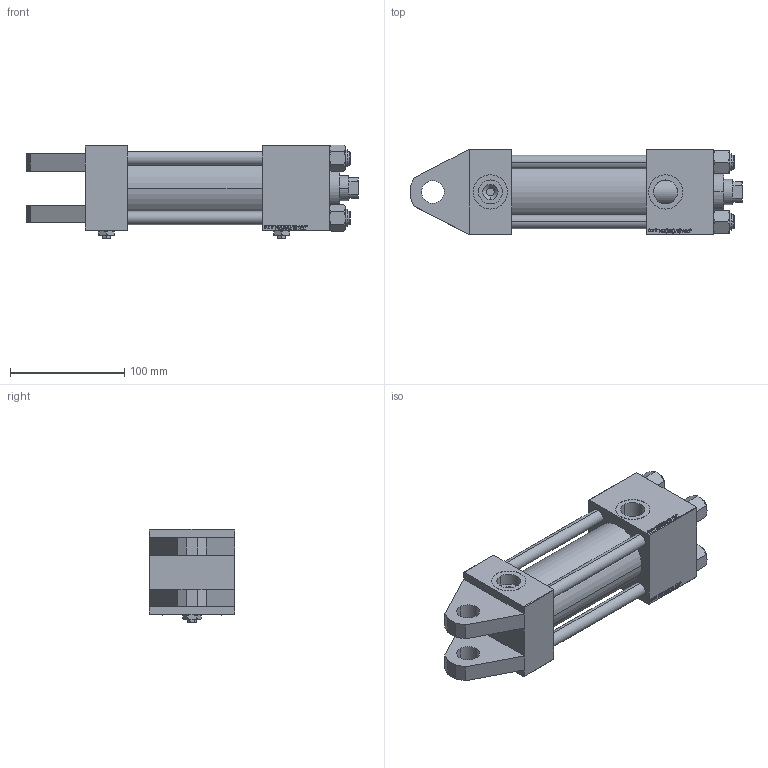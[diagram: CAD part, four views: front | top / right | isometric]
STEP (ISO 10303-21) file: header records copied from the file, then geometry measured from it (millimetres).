
FILE_DESCRIPTION (( 'STEP AP203' ), '1' );
FILE_NAME ('4381.STEP', '2022-04-15T16:58:01', ( '' ), ( '' ), 'SwSTEP 2.0', 'SolidWorks 2019', '' );
FILE_SCHEMA (( 'CONFIG_CONTROL_DESIGN' ));
Length unit declared in the file: millimetre
Products named in the file (7): V215CR_TYCINKA_H 85474f979de175bb76a1a4a39df1b647; V215_VC_A 85474f979de175bb76a1a4a39df1b647; Zatka_pro_OIL_PORT 85474f979de175bb76a1a4a39df1b647; 4381; V215CR_VCP_H 85474f979de175bb76a1a4a39df1b647; V215CR_H_Body 85474f979de175bb76a1a4a39df1b647; NUT_M5_H 85474f979de175bb76a1a4a39df1b647
Assembly tree (13 placements, depth 2):
  4381
    V215CR_H_Body 85474f979de175bb76a1a4a39df1b647
    V215CR_VCP_H 85474f979de175bb76a1a4a39df1b647
    V215CR_TYCINKA_H 85474f979de175bb76a1a4a39df1b647  x4
    NUT_M5_H 85474f979de175bb76a1a4a39df1b647  x4
    V215_VC_A 85474f979de175bb76a1a4a39df1b647
    Zatka_pro_OIL_PORT 85474f979de175bb76a1a4a39df1b647  x2
Bounding box: 291 x 75 x 82.27 mm (x, y, z)
Volume: 804644.2 mm3; surface area: 198896 mm2
Topology: 13 solids, 13 shells, 1237 faces, 3082 edges, 1985 vertices
Faces by surface type: plane 565, bspline 392, cone 174, cylinder 98, torus 8
Entity records: 51905 total; most frequent: CARTESIAN_POINT 27663, ORIENTED_EDGE 5456, DIRECTION 3496, EDGE_CURVE 2728, VERTEX_POINT 1783, VECTOR 1624, LINE 1624, EDGE_LOOP 1211
